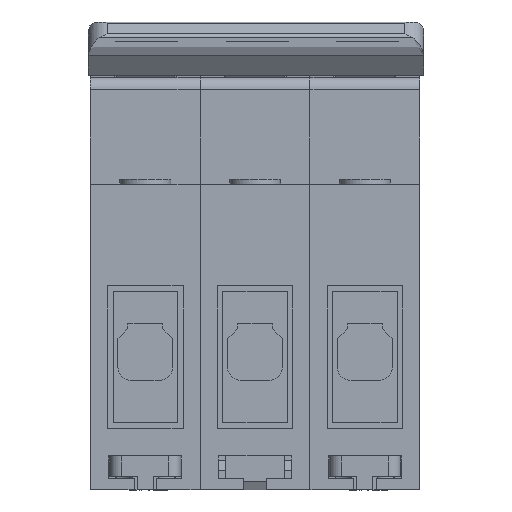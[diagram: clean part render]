
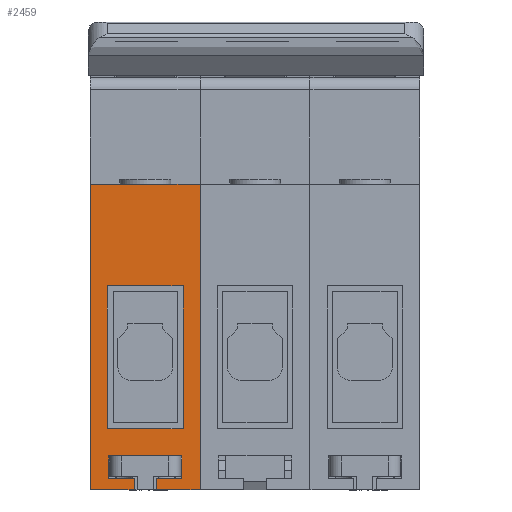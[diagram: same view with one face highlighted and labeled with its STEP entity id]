
A CAD part, front view. The second image highlights one B-rep face of the part: STEP entity #2459.
In plain terms, the highlighted free-form (B-spline) face has degree [1, 1] with [2, 2] control points.
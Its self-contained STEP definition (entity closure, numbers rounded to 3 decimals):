
#53 = VERTEX_POINT('',#54);
#54 = CARTESIAN_POINT('',(4.694,3.029,-27.815)
  );
#59 = EDGE_CURVE('',#53,#60,#62,.T.);
#60 = VERTEX_POINT('',#61);
#61 = CARTESIAN_POINT('',(4.694,3.029,-77.586)
  );
#62 = B_SPLINE_CURVE_WITH_KNOTS('',1,(#63,#64),.UNSPECIFIED.,.F.,.F.,(2,
    2),(0.,49.3),.PIECEWISE_BEZIER_KNOTS.);
#63 = CARTESIAN_POINT('',(4.694,3.029,-27.815)
  );
#64 = CARTESIAN_POINT('',(4.694,3.029,-77.586)
  );
#597 = VERTEX_POINT('',#598);
#598 = CARTESIAN_POINT('',(22.564,3.029,
    -77.586));
#603 = EDGE_CURVE('',#604,#597,#606,.T.);
#604 = VERTEX_POINT('',#605);
#605 = CARTESIAN_POINT('',(22.564,3.029,
    -27.815));
#606 = B_SPLINE_CURVE_WITH_KNOTS('',1,(#607,#608),.UNSPECIFIED.,.F.,.F.,
  (2,2),(0.,49.3),.PIECEWISE_BEZIER_KNOTS.);
#607 = CARTESIAN_POINT('',(22.564,3.029,
    -27.815));
#608 = CARTESIAN_POINT('',(22.564,3.029,
    -77.586));
#2321 = EDGE_CURVE('',#2322,#2324,#2326,.T.);
#2322 = VERTEX_POINT('',#2323);
#2323 = CARTESIAN_POINT('',(7.723,3.029,
    -72.034));
#2324 = VERTEX_POINT('',#2325);
#2325 = CARTESIAN_POINT('',(19.535,3.029,
    -72.034));
#2326 = B_SPLINE_CURVE_WITH_KNOTS('',1,(#2327,#2328),.UNSPECIFIED.,.F.,
  .F.,(2,2),(0.,11.7),.PIECEWISE_BEZIER_KNOTS.);
#2327 = CARTESIAN_POINT('',(7.723,3.029,
    -72.034));
#2328 = CARTESIAN_POINT('',(19.535,3.029,
    -72.034));
#2459 = ADVANCED_FACE('',(#2460,#2522),#2552,.T.);
#2460 = FACE_BOUND('',#2461,.F.);
#2461 = EDGE_LOOP('',(#2462,#2463,#2470,#2477,#2484,#2489,#2490,#2495,
    #2496,#2503,#2510,#2517));
#2462 = ORIENTED_EDGE('',*,*,#2321,.F.);
#2463 = ORIENTED_EDGE('',*,*,#2464,.T.);
#2464 = EDGE_CURVE('',#2322,#2465,#2467,.T.);
#2465 = VERTEX_POINT('',#2466);
#2466 = CARTESIAN_POINT('',(7.723,3.029,
    -75.769));
#2467 = B_SPLINE_CURVE_WITH_KNOTS('',1,(#2468,#2469),.UNSPECIFIED.,.F.,
  .F.,(2,2),(0.,3.7),.PIECEWISE_BEZIER_KNOTS.);
#2468 = CARTESIAN_POINT('',(7.723,3.029,
    -72.034));
#2469 = CARTESIAN_POINT('',(7.723,3.029,
    -75.769));
#2470 = ORIENTED_EDGE('',*,*,#2471,.T.);
#2471 = EDGE_CURVE('',#2465,#2472,#2474,.T.);
#2472 = VERTEX_POINT('',#2473);
#2473 = CARTESIAN_POINT('',(11.812,3.029,
    -75.769));
#2474 = B_SPLINE_CURVE_WITH_KNOTS('',1,(#2475,#2476),.UNSPECIFIED.,.F.,
  .F.,(2,2),(0.,4.05),.PIECEWISE_BEZIER_KNOTS.);
#2475 = CARTESIAN_POINT('',(7.723,3.029,
    -75.769));
#2476 = CARTESIAN_POINT('',(11.812,3.029,
    -75.769));
#2477 = ORIENTED_EDGE('',*,*,#2478,.F.);
#2478 = EDGE_CURVE('',#2479,#2472,#2481,.T.);
#2479 = VERTEX_POINT('',#2480);
#2480 = CARTESIAN_POINT('',(11.812,3.029,
    -77.586));
#2481 = B_SPLINE_CURVE_WITH_KNOTS('',1,(#2482,#2483),.UNSPECIFIED.,.F.,
  .F.,(2,2),(0.,1.8),.PIECEWISE_BEZIER_KNOTS.);
#2482 = CARTESIAN_POINT('',(11.812,3.029,
    -77.586));
#2483 = CARTESIAN_POINT('',(11.812,3.029,
    -75.769));
#2484 = ORIENTED_EDGE('',*,*,#2485,.F.);
#2485 = EDGE_CURVE('',#60,#2479,#2486,.T.);
#2486 = B_SPLINE_CURVE_WITH_KNOTS('',1,(#2487,#2488),.UNSPECIFIED.,.F.,
  .F.,(2,2),(0.,7.05),.PIECEWISE_BEZIER_KNOTS.);
#2487 = CARTESIAN_POINT('',(4.694,3.029,
    -77.586));
#2488 = CARTESIAN_POINT('',(11.812,3.029,
    -77.586));
#2489 = ORIENTED_EDGE('',*,*,#59,.F.);
#2490 = ORIENTED_EDGE('',*,*,#2491,.T.);
#2491 = EDGE_CURVE('',#53,#604,#2492,.T.);
#2492 = B_SPLINE_CURVE_WITH_KNOTS('',1,(#2493,#2494),.UNSPECIFIED.,.F.,
  .F.,(2,2),(0.,17.7),.PIECEWISE_BEZIER_KNOTS.);
#2493 = CARTESIAN_POINT('',(4.694,3.029,
    -27.815));
#2494 = CARTESIAN_POINT('',(22.564,3.029,
    -27.815));
#2495 = ORIENTED_EDGE('',*,*,#603,.T.);
#2496 = ORIENTED_EDGE('',*,*,#2497,.F.);
#2497 = EDGE_CURVE('',#2498,#597,#2500,.T.);
#2498 = VERTEX_POINT('',#2499);
#2499 = CARTESIAN_POINT('',(15.446,3.029,
    -77.586));
#2500 = B_SPLINE_CURVE_WITH_KNOTS('',1,(#2501,#2502),.UNSPECIFIED.,.F.,
  .F.,(2,2),(0.,7.05),.PIECEWISE_BEZIER_KNOTS.);
#2501 = CARTESIAN_POINT('',(15.446,3.029,
    -77.586));
#2502 = CARTESIAN_POINT('',(22.564,3.029,
    -77.586));
#2503 = ORIENTED_EDGE('',*,*,#2504,.T.);
#2504 = EDGE_CURVE('',#2498,#2505,#2507,.T.);
#2505 = VERTEX_POINT('',#2506);
#2506 = CARTESIAN_POINT('',(15.446,3.029,
    -75.769));
#2507 = B_SPLINE_CURVE_WITH_KNOTS('',1,(#2508,#2509),.UNSPECIFIED.,.F.,
  .F.,(2,2),(0.,1.8),.PIECEWISE_BEZIER_KNOTS.);
#2508 = CARTESIAN_POINT('',(15.446,3.029,
    -77.586));
#2509 = CARTESIAN_POINT('',(15.446,3.029,
    -75.769));
#2510 = ORIENTED_EDGE('',*,*,#2511,.T.);
#2511 = EDGE_CURVE('',#2505,#2512,#2514,.T.);
#2512 = VERTEX_POINT('',#2513);
#2513 = CARTESIAN_POINT('',(19.535,3.029,
    -75.769));
#2514 = B_SPLINE_CURVE_WITH_KNOTS('',1,(#2515,#2516),.UNSPECIFIED.,.F.,
  .F.,(2,2),(0.,4.05),.PIECEWISE_BEZIER_KNOTS.);
#2515 = CARTESIAN_POINT('',(15.446,3.029,
    -75.769));
#2516 = CARTESIAN_POINT('',(19.535,3.029,
    -75.769));
#2517 = ORIENTED_EDGE('',*,*,#2518,.F.);
#2518 = EDGE_CURVE('',#2324,#2512,#2519,.T.);
#2519 = B_SPLINE_CURVE_WITH_KNOTS('',1,(#2520,#2521),.UNSPECIFIED.,.F.,
  .F.,(2,2),(0.,3.7),.PIECEWISE_BEZIER_KNOTS.);
#2520 = CARTESIAN_POINT('',(19.535,3.029,
    -72.034));
#2521 = CARTESIAN_POINT('',(19.535,3.029,
    -75.769));
#2522 = FACE_BOUND('',#2523,.F.);
#2523 = EDGE_LOOP('',(#2524,#2533,#2540,#2547));
#2524 = ORIENTED_EDGE('',*,*,#2525,.F.);
#2525 = EDGE_CURVE('',#2526,#2528,#2530,.T.);
#2526 = VERTEX_POINT('',#2527);
#2527 = CARTESIAN_POINT('',(19.787,3.029,
    -67.592));
#2528 = VERTEX_POINT('',#2529);
#2529 = CARTESIAN_POINT('',(7.471,3.029,
    -67.592));
#2530 = B_SPLINE_CURVE_WITH_KNOTS('',1,(#2531,#2532),.UNSPECIFIED.,.F.,
  .F.,(2,2),(0.,12.2),.PIECEWISE_BEZIER_KNOTS.);
#2531 = CARTESIAN_POINT('',(19.787,3.029,
    -67.592));
#2532 = CARTESIAN_POINT('',(7.471,3.029,
    -67.592));
#2533 = ORIENTED_EDGE('',*,*,#2534,.F.);
#2534 = EDGE_CURVE('',#2535,#2526,#2537,.T.);
#2535 = VERTEX_POINT('',#2536);
#2536 = CARTESIAN_POINT('',(19.787,3.029,
    -44.372));
#2537 = B_SPLINE_CURVE_WITH_KNOTS('',1,(#2538,#2539),.UNSPECIFIED.,.F.,
  .F.,(2,2),(0.,23.),.PIECEWISE_BEZIER_KNOTS.);
#2538 = CARTESIAN_POINT('',(19.787,3.029,
    -44.372));
#2539 = CARTESIAN_POINT('',(19.787,3.029,
    -67.592));
#2540 = ORIENTED_EDGE('',*,*,#2541,.F.);
#2541 = EDGE_CURVE('',#2542,#2535,#2544,.T.);
#2542 = VERTEX_POINT('',#2543);
#2543 = CARTESIAN_POINT('',(7.471,3.029,
    -44.372));
#2544 = B_SPLINE_CURVE_WITH_KNOTS('',1,(#2545,#2546),.UNSPECIFIED.,.F.,
  .F.,(2,2),(0.,12.2),.PIECEWISE_BEZIER_KNOTS.);
#2545 = CARTESIAN_POINT('',(7.471,3.029,
    -44.372));
#2546 = CARTESIAN_POINT('',(19.787,3.029,
    -44.372));
#2547 = ORIENTED_EDGE('',*,*,#2548,.F.);
#2548 = EDGE_CURVE('',#2528,#2542,#2549,.T.);
#2549 = B_SPLINE_CURVE_WITH_KNOTS('',1,(#2550,#2551),.UNSPECIFIED.,.F.,
  .F.,(2,2),(0.,23.),.PIECEWISE_BEZIER_KNOTS.);
#2550 = CARTESIAN_POINT('',(7.471,3.029,
    -67.592));
#2551 = CARTESIAN_POINT('',(7.471,3.029,
    -44.372));
#2552 = B_SPLINE_SURFACE_WITH_KNOTS('',1,1,(
    (#2553,#2554)
    ,(#2555,#2556
    )),.UNSPECIFIED.,.F.,.F.,.F.,(2,2),(2,2),(0.,49.3),(0.,17.7),
  .PIECEWISE_BEZIER_KNOTS.);
#2553 = CARTESIAN_POINT('',(4.694,3.029,
    -27.815));
#2554 = CARTESIAN_POINT('',(22.564,3.029,
    -27.815));
#2555 = CARTESIAN_POINT('',(4.694,3.029,
    -77.586));
#2556 = CARTESIAN_POINT('',(22.564,3.029,
    -77.586));
